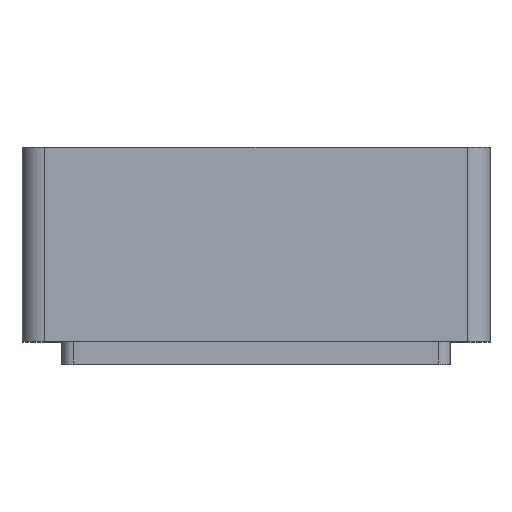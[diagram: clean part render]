
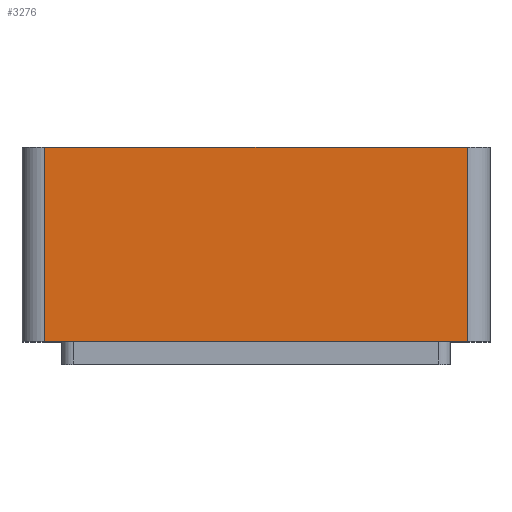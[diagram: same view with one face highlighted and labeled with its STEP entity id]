
A CAD part, top view. The second image highlights one B-rep face of the part: STEP entity #3276.
In plain terms, the highlighted planar face has unit normal (0, 0, 1).
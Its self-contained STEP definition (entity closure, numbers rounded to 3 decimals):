
#264 = EDGE_CURVE ( 'NONE', #4066, #3902, #4741, .T. ) ;
#314 = ORIENTED_EDGE ( 'NONE', *, *, #1466, .F. ) ;
#398 = ORIENTED_EDGE ( 'NONE', *, *, #4283, .T. ) ;
#405 = CARTESIAN_POINT ( 'NONE',  ( 1.85, -1.7, 2.05 ) ) ;
#447 = PLANE ( 'NONE',  #4194 ) ;
#631 = LINE ( 'NONE', #2913, #5110 ) ;
#1227 = ORIENTED_EDGE ( 'NONE', *, *, #4886, .T. ) ;
#1466 = EDGE_CURVE ( 'NONE', #4066, #3832, #631, .T. ) ;
#1503 = VECTOR ( 'NONE', #4419, 1000. ) ;
#1705 = DIRECTION ( 'NONE',  ( 0., 0., 1. ) ) ;
#1768 = CARTESIAN_POINT ( 'NONE',  ( 1.85, -1.7, 2.05 ) ) ;
#1815 = CARTESIAN_POINT ( 'NONE',  ( -1.85, -1.7, 2.05 ) ) ;
#2037 = CARTESIAN_POINT ( 'NONE',  ( -2.05, -1.7, 2.05 ) ) ;
#2167 = CARTESIAN_POINT ( 'NONE',  ( -2.05, -1.7, 2.05 ) ) ;
#2913 = CARTESIAN_POINT ( 'NONE',  ( -2.05, 0., 2.05 ) ) ;
#2966 = FACE_OUTER_BOUND ( 'NONE', #4421, .T. ) ;
#3108 = ORIENTED_EDGE ( 'NONE', *, *, #264, .T. ) ;
#3276 = ADVANCED_FACE ( 'NONE', ( #2966 ), #447, .T. ) ;
#3314 = VERTEX_POINT ( 'NONE', #405 ) ;
#3509 = DIRECTION ( 'NONE',  ( 1., 0., 0. ) ) ;
#3832 = VERTEX_POINT ( 'NONE', #5481 ) ;
#3902 = VERTEX_POINT ( 'NONE', #4565 ) ;
#4066 = VERTEX_POINT ( 'NONE', #4883 ) ;
#4194 = AXIS2_PLACEMENT_3D ( 'NONE', #2167, #1705, #3509 ) ;
#4232 = LINE ( 'NONE', #1768, #1503 ) ;
#4283 = EDGE_CURVE ( 'NONE', #3902, #3314, #4917, .T. ) ;
#4419 = DIRECTION ( 'NONE',  ( 0., 1., 0. ) ) ;
#4421 = EDGE_LOOP ( 'NONE', ( #314, #3108, #398, #1227 ) ) ;
#4432 = VECTOR ( 'NONE', #5546, 1000. ) ;
#4565 = CARTESIAN_POINT ( 'NONE',  ( -1.85, -1.7, 2.05 ) ) ;
#4741 = LINE ( 'NONE', #1815, #5167 ) ;
#4841 = DIRECTION ( 'NONE',  ( 0., -1., 0. ) ) ;
#4883 = CARTESIAN_POINT ( 'NONE',  ( -1.85, 0., 2.05 ) ) ;
#4886 = EDGE_CURVE ( 'NONE', #3314, #3832, #4232, .T. ) ;
#4917 = LINE ( 'NONE', #2037, #4432 ) ;
#5110 = VECTOR ( 'NONE', #5479, 1000. ) ;
#5167 = VECTOR ( 'NONE', #4841, 1000. ) ;
#5479 = DIRECTION ( 'NONE',  ( 1., 0., 0. ) ) ;
#5481 = CARTESIAN_POINT ( 'NONE',  ( 1.85, 0., 2.05 ) ) ;
#5546 = DIRECTION ( 'NONE',  ( 1., 0., 0. ) ) ;
